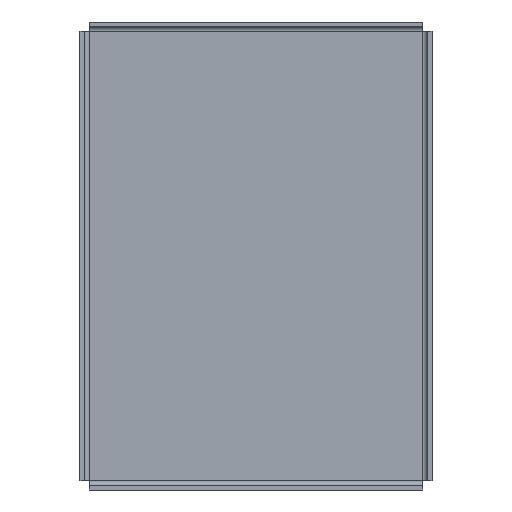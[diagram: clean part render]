
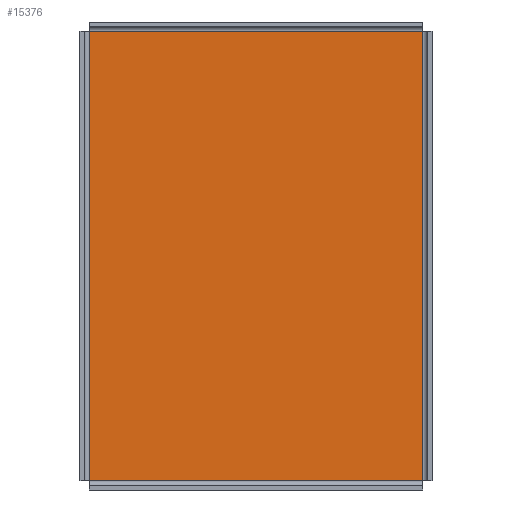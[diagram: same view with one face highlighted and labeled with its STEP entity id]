
A CAD part, front view. The second image highlights one B-rep face of the part: STEP entity #15376.
In plain terms, the highlighted planar face has unit normal (0, -1, 0).
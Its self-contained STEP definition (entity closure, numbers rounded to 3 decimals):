
#4037=DIRECTION('',(0.,0.,-1.));
#4038=VECTOR('',#4037,19.4);
#4039=CARTESIAN_POINT('',(-7.2,-0.2,9.7));
#4040=LINE('',#4039,#4038);
#4088=DIRECTION('',(0.,0.,-1.));
#4089=VECTOR('',#4088,19.4);
#4090=CARTESIAN_POINT('',(7.2,-0.2,9.7));
#4091=LINE('',#4090,#4089);
#4153=DIRECTION('',(1.,0.,0.));
#4154=VECTOR('',#4153,14.4);
#4155=CARTESIAN_POINT('',(-7.2,-0.2,-9.7));
#4156=LINE('',#4155,#4154);
#4204=DIRECTION('',(1.,0.,0.));
#4205=VECTOR('',#4204,14.4);
#4206=CARTESIAN_POINT('',(-7.2,-0.2,9.7));
#4207=LINE('',#4206,#4205);
#11662=CARTESIAN_POINT('',(-7.2,-0.2,-9.7));
#11663=VERTEX_POINT('',#11662);
#11664=CARTESIAN_POINT('',(-7.2,-0.2,9.7));
#11665=VERTEX_POINT('',#11664);
#11684=CARTESIAN_POINT('',(7.2,-0.2,-9.7));
#11685=VERTEX_POINT('',#11684);
#11704=CARTESIAN_POINT('',(7.2,-0.2,9.7));
#11705=VERTEX_POINT('',#11704);
#15362=CARTESIAN_POINT('',(0.,-0.2,0.));
#15363=DIRECTION('',(0.,1.,0.));
#15364=DIRECTION('',(1.,0.,0.));
#15365=AXIS2_PLACEMENT_3D('',#15362,#15363,#15364);
#15366=PLANE('',#15365);
#15368=ORIENTED_EDGE('',*,*,#15367,.T.);
#15370=ORIENTED_EDGE('',*,*,#15369,.F.);
#15371=ORIENTED_EDGE('',*,*,#15344,.F.);
#15373=ORIENTED_EDGE('',*,*,#15372,.T.);
#15374=EDGE_LOOP('',(#15368,#15370,#15371,#15373));
#15375=FACE_OUTER_BOUND('',#15374,.F.);
#15376=ADVANCED_FACE('',(#15375),#15366,.F.);
#15344=EDGE_CURVE('',#11665,#11663,#4040,.T.);
#15367=EDGE_CURVE('',#11705,#11685,#4091,.T.);
#15369=EDGE_CURVE('',#11663,#11685,#4156,.T.);
#15372=EDGE_CURVE('',#11665,#11705,#4207,.T.);
